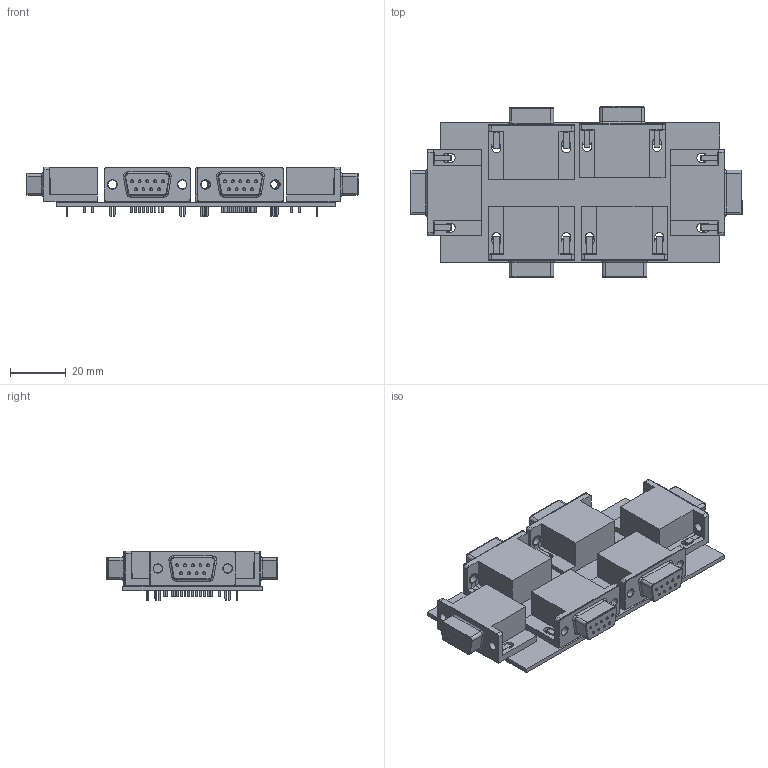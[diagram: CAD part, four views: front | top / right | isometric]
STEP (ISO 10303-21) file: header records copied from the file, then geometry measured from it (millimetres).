
FILE_DESCRIPTION(('KiCad electronic assembly'),'2;1');
FILE_NAME('EcoCar Canbus V2.step','2024-10-05T13:50:32',('Pcbnew'),( 'Kicad'),'Open CASCADE STEP processor 7.8','KiCad to STEP converter' ,'Unknown');
FILE_SCHEMA(('AUTOMOTIVE_DESIGN { 1 0 10303 214 1 1 1 1 }'));
Length unit declared in the file: millimetre
Products named in the file (4): EcoCar Canbus V2 1; DSUB-9_Female_Horizontal_P2.77x2.84mm_EdgePinOffset14.56mm_Housed_
MountingHolesOffset8.20mm; EcoCar Canbus V2_PCB
Assembly tree (8 placements, depth 3):
  EcoCar Canbus V2 1
    DSUB-9_Female_Horizontal_P2.77x2.84mm_EdgePinOffset14.56mm_Housed_
MountingHolesOffset8.20mm  x6
      DSUB-9_Female_Horizontal_P2.77x2.84mm_EdgePinOffset14.56mm_Housed_
MountingHolesOffset8.20mm
    EcoCar Canbus V2_PCB
Bounding box: 118.9 x 61.4 x 17.9 mm (x, y, z)
Volume: 45091.8 mm3; surface area: 30052.2 mm2
Topology: 7 solids, 7 shells, 1146 faces, 2814 edges, 1748 vertices
Faces by surface type: plane 546, cylinder 384, torus 114, cone 102
Full cylindrical faces by diameter (mm): 0.64 x54, 0.853 x54, 1 x54, 3.2 x24, 4 x12
Entity records: 9341 total; most frequent: DIRECTION 1451, CARTESIAN_POINT 1314, ORIENTED_EDGE 1288, EDGE_CURVE 644, AXIS2_PLACEMENT_3D 549, FACE_BOUND 422, EDGE_LOOP 422, VERTEX_POINT 408
